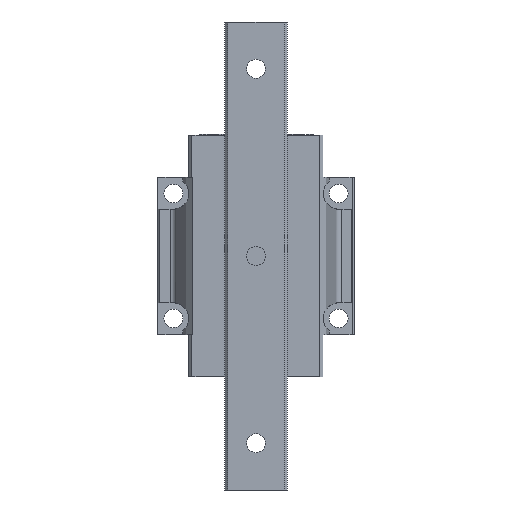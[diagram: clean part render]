
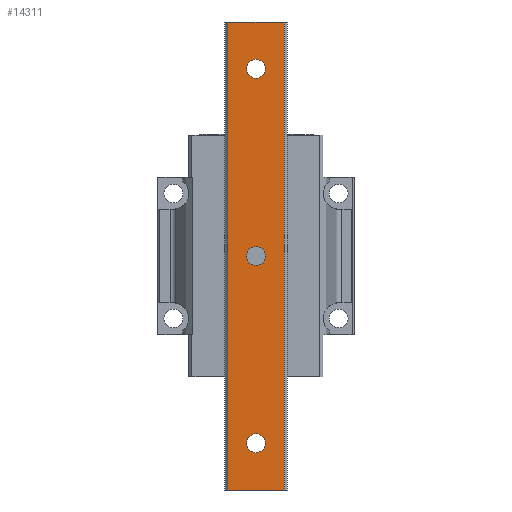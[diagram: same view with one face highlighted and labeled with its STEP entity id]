
A CAD part, front view. The second image highlights one B-rep face of the part: STEP entity #14311.
In plain terms, the highlighted planar face has unit normal (0, -1, 0).
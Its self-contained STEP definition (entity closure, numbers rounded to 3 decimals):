
#13093=DIRECTION('',(1.,0.,0.));
#13094=VECTOR('',#13093,18.);
#13095=CARTESIAN_POINT('',(-9.,-17.5,-75.));
#13096=LINE('',#13095,#13094);
#13251=DIRECTION('',(0.,0.,1.));
#13252=VECTOR('',#13251,150.);
#13253=CARTESIAN_POINT('',(9.,-17.5,-75.));
#13254=LINE('',#13253,#13252);
#13255=DIRECTION('',(0.,0.,1.));
#13256=VECTOR('',#13255,150.);
#13257=CARTESIAN_POINT('',(-9.,-17.5,-75.));
#13258=LINE('',#13257,#13256);
#13259=CARTESIAN_POINT('',(0.,-17.5,0.));
#13260=DIRECTION('',(0.,1.,0.));
#13261=DIRECTION('',(-1.,0.,0.));
#13262=AXIS2_PLACEMENT_3D('',#13259,#13260,#13261);
#13264=CARTESIAN_POINT('',(0.,-17.5,0.));
#13265=DIRECTION('',(0.,1.,0.));
#13266=DIRECTION('',(1.,0.,0.));
#13267=AXIS2_PLACEMENT_3D('',#13264,#13265,#13266);
#13269=CARTESIAN_POINT('',(0.,-17.5,60.));
#13270=DIRECTION('',(0.,1.,0.));
#13271=DIRECTION('',(-1.,0.,0.));
#13272=AXIS2_PLACEMENT_3D('',#13269,#13270,#13271);
#13274=CARTESIAN_POINT('',(0.,-17.5,60.));
#13275=DIRECTION('',(0.,1.,0.));
#13276=DIRECTION('',(1.,0.,0.));
#13277=AXIS2_PLACEMENT_3D('',#13274,#13275,#13276);
#13279=CARTESIAN_POINT('',(0.,-17.5,-60.));
#13280=DIRECTION('',(0.,1.,0.));
#13281=DIRECTION('',(-1.,0.,0.));
#13282=AXIS2_PLACEMENT_3D('',#13279,#13280,#13281);
#13284=CARTESIAN_POINT('',(0.,-17.5,-60.));
#13285=DIRECTION('',(0.,1.,0.));
#13286=DIRECTION('',(1.,0.,0.));
#13287=AXIS2_PLACEMENT_3D('',#13284,#13285,#13286);
#13494=DIRECTION('',(1.,0.,0.));
#13495=VECTOR('',#13494,18.);
#13496=CARTESIAN_POINT('',(-9.,-17.5,75.));
#13497=LINE('',#13496,#13495);
#13751=CARTESIAN_POINT('',(-9.,-17.5,-75.));
#13752=VERTEX_POINT('',#13751);
#13753=CARTESIAN_POINT('',(9.,-17.5,-75.));
#13754=VERTEX_POINT('',#13753);
#13835=CARTESIAN_POINT('',(-9.,-17.5,75.));
#13836=VERTEX_POINT('',#13835);
#13837=CARTESIAN_POINT('',(9.,-17.5,75.));
#13838=VERTEX_POINT('',#13837);
#13873=CARTESIAN_POINT('',(-3.,-17.5,0.));
#13874=CARTESIAN_POINT('',(3.,-17.5,0.));
#13875=VERTEX_POINT('',#13873);
#13876=VERTEX_POINT('',#13874);
#13877=CARTESIAN_POINT('',(-3.,-17.5,60.));
#13878=CARTESIAN_POINT('',(3.,-17.5,60.));
#13879=VERTEX_POINT('',#13877);
#13880=VERTEX_POINT('',#13878);
#13881=CARTESIAN_POINT('',(-3.,-17.5,-60.));
#13882=CARTESIAN_POINT('',(3.,-17.5,-60.));
#13883=VERTEX_POINT('',#13881);
#13884=VERTEX_POINT('',#13882);
#14280=CARTESIAN_POINT('',(-9.,-17.5,-75.));
#14281=DIRECTION('',(0.,-1.,0.));
#14282=DIRECTION('',(1.,0.,0.));
#14283=AXIS2_PLACEMENT_3D('',#14280,#14281,#14282);
#14284=PLANE('',#14283);
#14285=ORIENTED_EDGE('',*,*,#13972,.F.);
#14287=ORIENTED_EDGE('',*,*,#14286,.T.);
#14289=ORIENTED_EDGE('',*,*,#14288,.T.);
#14290=ORIENTED_EDGE('',*,*,#14272,.F.);
#14291=EDGE_LOOP('',(#14285,#14287,#14289,#14290));
#14292=FACE_OUTER_BOUND('',#14291,.F.);
#14294=ORIENTED_EDGE('',*,*,#14293,.F.);
#14296=ORIENTED_EDGE('',*,*,#14295,.F.);
#14297=EDGE_LOOP('',(#14294,#14296));
#14298=FACE_BOUND('',#14297,.F.);
#14300=ORIENTED_EDGE('',*,*,#14299,.F.);
#14302=ORIENTED_EDGE('',*,*,#14301,.F.);
#14303=EDGE_LOOP('',(#14300,#14302));
#14304=FACE_BOUND('',#14303,.F.);
#14306=ORIENTED_EDGE('',*,*,#14305,.F.);
#14308=ORIENTED_EDGE('',*,*,#14307,.F.);
#14309=EDGE_LOOP('',(#14306,#14308));
#14310=FACE_BOUND('',#14309,.F.);
#14311=ADVANCED_FACE('',(#14292,#14298,#14304,#14310),#14284,.T.);
#13263=CIRCLE('',#13262,3.);
#13268=CIRCLE('',#13267,3.);
#13273=CIRCLE('',#13272,3.);
#13278=CIRCLE('',#13277,3.);
#13283=CIRCLE('',#13282,3.);
#13288=CIRCLE('',#13287,3.);
#13972=EDGE_CURVE('',#13752,#13754,#13096,.T.);
#14272=EDGE_CURVE('',#13754,#13838,#13254,.T.);
#14286=EDGE_CURVE('',#13752,#13836,#13258,.T.);
#14288=EDGE_CURVE('',#13836,#13838,#13497,.T.);
#14293=EDGE_CURVE('',#13875,#13876,#13263,.T.);
#14295=EDGE_CURVE('',#13876,#13875,#13268,.T.);
#14299=EDGE_CURVE('',#13879,#13880,#13273,.T.);
#14301=EDGE_CURVE('',#13880,#13879,#13278,.T.);
#14305=EDGE_CURVE('',#13883,#13884,#13283,.T.);
#14307=EDGE_CURVE('',#13884,#13883,#13288,.T.);
